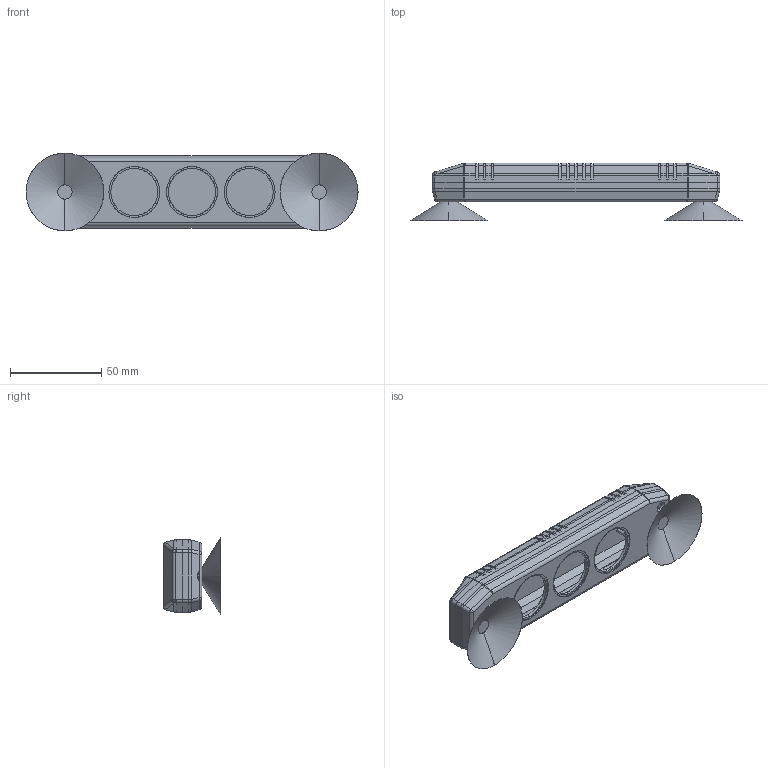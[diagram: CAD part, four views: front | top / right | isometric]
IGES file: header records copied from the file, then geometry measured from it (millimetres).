
Start section: SolidWorks IGES file using analytic representation for surfaces
Global section: file name: KM 80A.IGS; native system: SolidWorks 2008; preprocessor: SolidWorks 2008; author: user; date: 090516.185908; units: millimetre
Bounding box: 181.55 x 31.6 x 42.59 mm (x, y, z)
Surface area: 42077.6 mm2 (no closed solid volume)
Topology: 0 solids, 0 shells, 465 faces, 3628 edges, 3620 vertices
Faces by surface type: bspline 243, revolution 222
